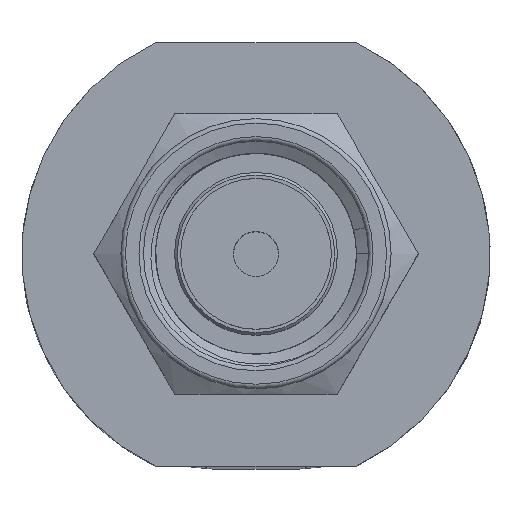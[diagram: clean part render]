
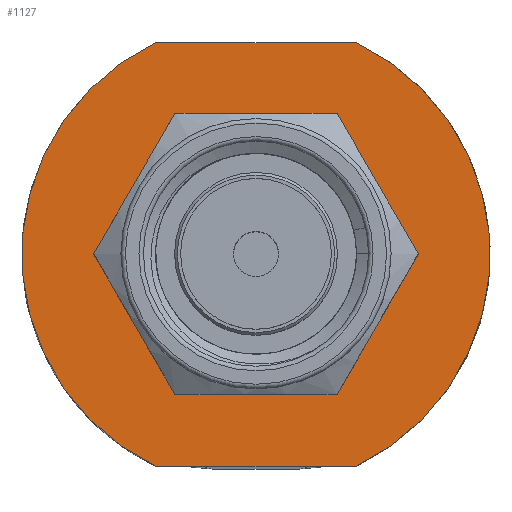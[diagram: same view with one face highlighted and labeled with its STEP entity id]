
A CAD part, top view. The second image highlights one B-rep face of the part: STEP entity #1127.
In plain terms, the highlighted face is planar.
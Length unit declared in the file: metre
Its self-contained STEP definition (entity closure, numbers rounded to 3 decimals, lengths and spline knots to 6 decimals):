
#117=CIRCLE('',#1292,0.002125);
#118=CIRCLE('',#1293,0.006604);
#119=CIRCLE('',#1294,0.006604);
#224=ORIENTED_EDGE('',*,*,#504,.F.);
#225=ORIENTED_EDGE('',*,*,#505,.F.);
#226=ORIENTED_EDGE('',*,*,#506,.T.);
#227=ORIENTED_EDGE('',*,*,#507,.T.);
#228=ORIENTED_EDGE('',*,*,#508,.T.);
#504=EDGE_CURVE('',#646,#646,#117,.T.);
#505=EDGE_CURVE('',#647,#648,#746,.T.);
#506=EDGE_CURVE('',#647,#649,#118,.T.);
#507=EDGE_CURVE('',#649,#650,#747,.T.);
#508=EDGE_CURVE('',#650,#648,#119,.T.);
#646=VERTEX_POINT('',#1803);
#647=VERTEX_POINT('',#1805);
#648=VERTEX_POINT('',#1806);
#649=VERTEX_POINT('',#1808);
#650=VERTEX_POINT('',#1810);
#746=LINE('',#1804,#796);
#747=LINE('',#1809,#797);
#796=VECTOR('',#1467,1.);
#797=VECTOR('',#1470,1.);
#842=EDGE_LOOP('',(#224));
#843=EDGE_LOOP('',(#225,#226,#227,#228));
#967=FACE_BOUND('',#842,.T.);
#968=FACE_BOUND('',#843,.T.);
#1090=PLANE('',#1291);
#1127=ADVANCED_FACE('',(#967,#968),#1090,.T.);
#1291=AXIS2_PLACEMENT_3D('',#1801,#1463,#1464);
#1292=AXIS2_PLACEMENT_3D('',#1802,#1465,#1466);
#1293=AXIS2_PLACEMENT_3D('',#1807,#1468,#1469);
#1294=AXIS2_PLACEMENT_3D('',#1811,#1471,#1472);
#1463=DIRECTION('',(0.,-1.,0.));
#1464=DIRECTION('',(1.,0.,0.));
#1465=DIRECTION('',(0.,-1.,0.));
#1466=DIRECTION('',(1.,0.,0.));
#1467=DIRECTION('',(-1.,0.,0.));
#1468=DIRECTION('',(0.,-1.,0.));
#1469=DIRECTION('',(1.,0.,0.));
#1470=DIRECTION('',(-1.,0.,0.));
#1471=DIRECTION('',(0.,-1.,0.));
#1472=DIRECTION('',(1.,0.,0.));
#1801=CARTESIAN_POINT('',(0.,0.,0.011938));
#1802=CARTESIAN_POINT('',(0.,0.,0.005969));
#1803=CARTESIAN_POINT('',(0.002125,0.,0.005969));
#1804=CARTESIAN_POINT('',(0.,0.,0.));
#1805=CARTESIAN_POINT('',(0.002826,0.,0.));
#1806=CARTESIAN_POINT('',(-0.002826,0.,0.));
#1807=CARTESIAN_POINT('',(0.,0.,0.005969));
#1808=CARTESIAN_POINT('',(0.002826,0.,0.011938));
#1809=CARTESIAN_POINT('',(0.,0.,0.011938));
#1810=CARTESIAN_POINT('',(-0.002826,0.,0.011938));
#1811=CARTESIAN_POINT('',(0.,0.,0.005969));
